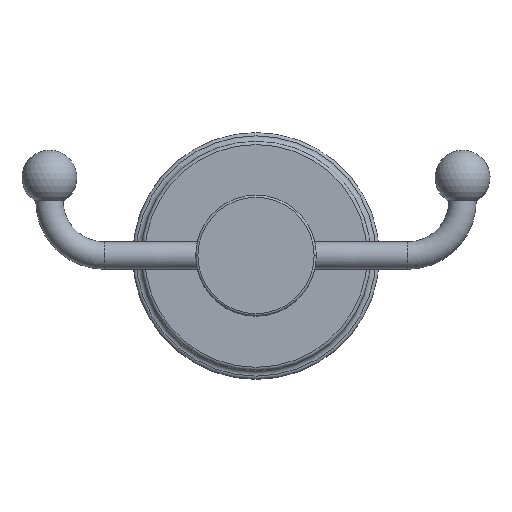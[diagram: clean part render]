
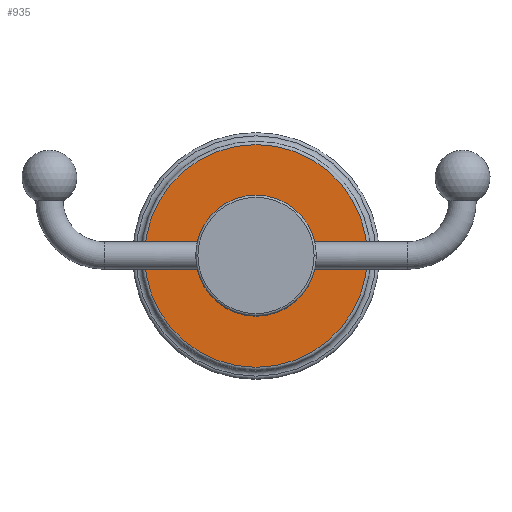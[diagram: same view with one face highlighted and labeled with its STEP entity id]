
A CAD part, top view. The second image highlights one B-rep face of the part: STEP entity #935.
In plain terms, the highlighted planar face has unit normal (0, 0, 1).
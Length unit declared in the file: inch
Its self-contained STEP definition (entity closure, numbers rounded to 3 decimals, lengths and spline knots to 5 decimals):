
#93=CARTESIAN_POINT('',(0.,0.,0.35));
#94=DIRECTION('',(0.,0.,1.));
#95=DIRECTION('',(1.,0.,0.));
#96=AXIS2_PLACEMENT_3D('',#93,#94,#95);
#98=CARTESIAN_POINT('',(0.,0.,0.35));
#99=DIRECTION('',(0.,0.,1.));
#100=DIRECTION('',(-1.,0.,0.));
#101=AXIS2_PLACEMENT_3D('',#98,#99,#100);
#103=CARTESIAN_POINT('',(0.,0.,0.35));
#104=DIRECTION('',(0.,0.,-1.));
#105=DIRECTION('',(-1.,0.,0.));
#106=AXIS2_PLACEMENT_3D('',#103,#104,#105);
#108=CARTESIAN_POINT('',(0.,0.,0.35));
#109=DIRECTION('',(0.,0.,-1.));
#110=DIRECTION('',(1.,0.,0.));
#111=AXIS2_PLACEMENT_3D('',#108,#109,#110);
#660=CARTESIAN_POINT('',(1.015,0.,0.35));
#661=CARTESIAN_POINT('',(-1.015,0.,0.35));
#662=VERTEX_POINT('',#660);
#663=VERTEX_POINT('',#661);
#740=CARTESIAN_POINT('',(-0.41086,0.,0.35));
#741=CARTESIAN_POINT('',(0.41086,0.,0.35));
#742=VERTEX_POINT('',#740);
#743=VERTEX_POINT('',#741);
#919=CARTESIAN_POINT('',(0.,0.,0.35));
#920=DIRECTION('',(0.,0.,-1.));
#921=DIRECTION('',(-1.,0.,0.));
#922=AXIS2_PLACEMENT_3D('',#919,#920,#921);
#923=PLANE('',#922);
#925=ORIENTED_EDGE('',*,*,#924,.F.);
#926=ORIENTED_EDGE('',*,*,#909,.F.);
#927=EDGE_LOOP('',(#925,#926));
#928=FACE_OUTER_BOUND('',#927,.F.);
#930=ORIENTED_EDGE('',*,*,#929,.F.);
#932=ORIENTED_EDGE('',*,*,#931,.F.);
#933=EDGE_LOOP('',(#930,#932));
#934=FACE_BOUND('',#933,.F.);
#935=ADVANCED_FACE('',(#928,#934),#923,.F.);
#97=CIRCLE('',#96,1.015);
#102=CIRCLE('',#101,1.015);
#107=CIRCLE('',#106,0.41086);
#112=CIRCLE('',#111,0.41086);
#909=EDGE_CURVE('',#663,#662,#102,.T.);
#924=EDGE_CURVE('',#662,#663,#97,.T.);
#929=EDGE_CURVE('',#742,#743,#107,.T.);
#931=EDGE_CURVE('',#743,#742,#112,.T.);
